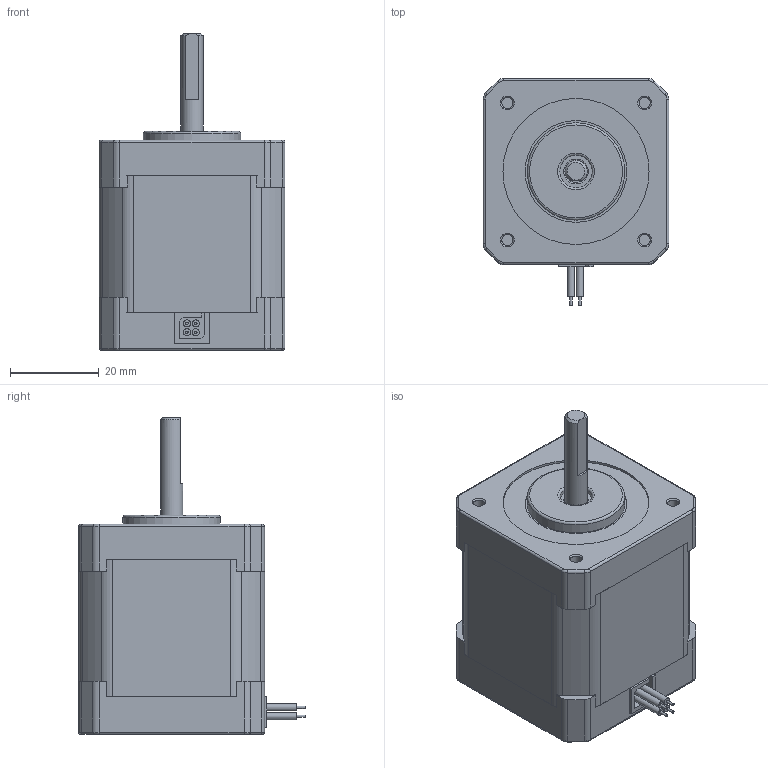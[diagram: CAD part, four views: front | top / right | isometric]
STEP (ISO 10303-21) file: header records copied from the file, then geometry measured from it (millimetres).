
FILE_DESCRIPTION(/* description */ ('STEP AP242 Edition 2','CAx-IF Rec.Pracs.---Representation and Presentation of Product Manufacturing Information (PMI)---4.0---2014-10-13','CAx-IF Rec.Pracs.---3D Tessellated Geometry---0.4---2014-09-14','2;1','CAx-IF Rec.Pracs.---User Defined Attributes---1.5---2016-08-15'),/* implementation_level */ '2;1');
FILE_NAME(/* name */ '69700bb2bf2dc4416b5134a5',/* time_stamp */ '2026-01-20T23:11:47Z',/* author */ (''),/* organization */ (''),/* preprocessor_version */ 'ST-DEVELOPER v20',/* originating_system */ 'ONSHAPE BY PTC INC, 1.209',/* authorisation */ ' ');
FILE_SCHEMA (('AP242_MANAGED_MODEL_BASED_3D_ENGINEERING_MIM_LF { 1 0 10303 442 3 1 4 }'));
Length unit declared in the file: metre
Products named in the file (12): NEMA 17; Part 8; Part 4; Part 7; Part 5; Part 2; Part 3; Part 9; Part 11; Part 6; Part 1; Part 10
Assembly tree (11 placements, depth 2):
  NEMA 17
    Part 8
    Part 4
    Part 7
    Part 5
    Part 2
    Part 3
    Part 9
    Part 11
    Part 6
    Part 1
    Part 10
Bounding box: 42 x 51.2 x 71.6 mm (x, y, z)
Volume: 58314.9 mm3; surface area: 27040.7 mm2
Topology: 11 solids, 11 shells, 350 faces, 802 edges, 491 vertices
Faces by surface type: plane 165, cylinder 101, cone 50, torus 34
Full cylindrical faces by diameter (mm): 0.559 x4, 1.615 x4, 2.5 x12, 3 x4, 5 x3, 5.5 x4, 7.3 x1, 8.3 x4, 9 x1, 12.7 x4, 16 x4, 22 x1, 23 x1, 31 x1, 33 x1
Entity records: 12151 total; most frequent: DIRECTION 1733, CARTESIAN_POINT 1649, ORIENTED_EDGE 1408, EDGE_CURVE 704, AXIS2_PLACEMENT_3D 701, FACE_BOUND 489, EDGE_LOOP 485, VERTEX_POINT 481
